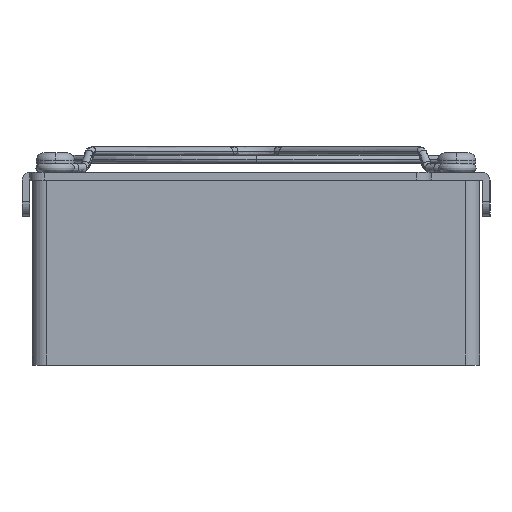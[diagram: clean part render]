
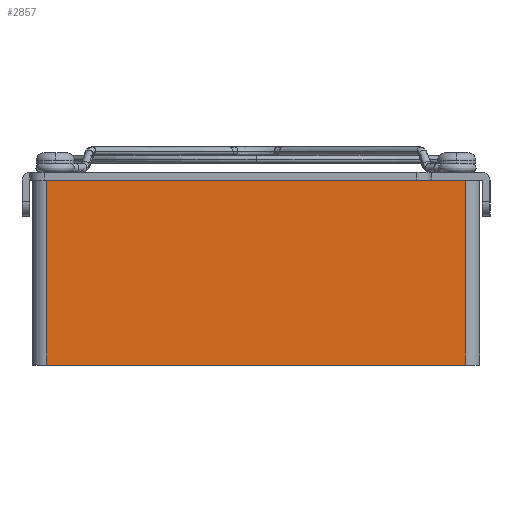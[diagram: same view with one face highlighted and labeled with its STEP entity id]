
A CAD part, left-side view. The second image highlights one B-rep face of the part: STEP entity #2857.
In plain terms, the highlighted planar face has unit normal (-1, 0, 0).
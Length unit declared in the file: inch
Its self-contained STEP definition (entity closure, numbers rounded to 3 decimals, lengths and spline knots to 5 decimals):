
#307 = CARTESIAN_POINT ( 'NONE',  ( -4.31102, 3.8563, -0.06299 ) ) ;
#445 = EDGE_CURVE ( 'NONE', #7869, #4061, #11250, .T. ) ;
#752 = CARTESIAN_POINT ( 'NONE',  ( -4.31102, 0.47047, -0.06299 ) ) ;
#1475 = VERTEX_POINT ( 'NONE', #752 ) ;
#2267 = CARTESIAN_POINT ( 'NONE',  ( -4.31102, 3.8563, -1.55906 ) ) ;
#2431 = VECTOR ( 'NONE', #6189, 39.37008 ) ;
#2464 = FACE_OUTER_BOUND ( 'NONE', #10200, .T. ) ;
#2675 = VECTOR ( 'NONE', #11382, 39.37008 ) ;
#2857 = ADVANCED_FACE ( 'NONE', ( #2464 ), #11214, .T. ) ;
#2898 = AXIS2_PLACEMENT_3D ( 'NONE', #2267, #4258, #11253 ) ;
#3358 = ORIENTED_EDGE ( 'NONE', *, *, #445, .F. ) ;
#3664 = ORIENTED_EDGE ( 'NONE', *, *, #6774, .T. ) ;
#4061 = VERTEX_POINT ( 'NONE', #307 ) ;
#4064 = DIRECTION ( 'NONE',  ( 0., 0., 1. ) ) ;
#4258 = DIRECTION ( 'NONE',  ( -1., 0., 0. ) ) ;
#4277 = CARTESIAN_POINT ( 'NONE',  ( -4.31102, 3.8563, -0.06299 ) ) ;
#4633 = CARTESIAN_POINT ( 'NONE',  ( -4.31102, 0.47047, -1.55906 ) ) ;
#4749 = VERTEX_POINT ( 'NONE', #4633 ) ;
#5508 = CARTESIAN_POINT ( 'NONE',  ( -4.31102, 3.8563, -1.55906 ) ) ;
#5931 = VECTOR ( 'NONE', #9235, 39.37008 ) ;
#6189 = DIRECTION ( 'NONE',  ( 0., -1., 0. ) ) ;
#6774 = EDGE_CURVE ( 'NONE', #4749, #1475, #11359, .T. ) ;
#7869 = VERTEX_POINT ( 'NONE', #5508 ) ;
#7989 = LINE ( 'NONE', #11344, #2675 ) ;
#8053 = ORIENTED_EDGE ( 'NONE', *, *, #12351, .F. ) ;
#8082 = VECTOR ( 'NONE', #4064, 39.37008 ) ;
#8317 = EDGE_CURVE ( 'NONE', #7869, #4749, #7989, .T. ) ;
#9235 = DIRECTION ( 'NONE',  ( 0., 0., 1. ) ) ;
#9777 = LINE ( 'NONE', #4277, #2431 ) ;
#10200 = EDGE_LOOP ( 'NONE', ( #8053, #3358, #11340, #3664 ) ) ;
#11052 = CARTESIAN_POINT ( 'NONE',  ( -4.31102, 0.47047, -1.55906 ) ) ;
#11214 = PLANE ( 'NONE',  #2898 ) ;
#11250 = LINE ( 'NONE', #12019, #5931 ) ;
#11253 = DIRECTION ( 'NONE',  ( 0., 0., 1. ) ) ;
#11340 = ORIENTED_EDGE ( 'NONE', *, *, #8317, .T. ) ;
#11344 = CARTESIAN_POINT ( 'NONE',  ( -4.31102, 3.8563, -1.55906 ) ) ;
#11359 = LINE ( 'NONE', #11052, #8082 ) ;
#11382 = DIRECTION ( 'NONE',  ( 0., -1., 0. ) ) ;
#12019 = CARTESIAN_POINT ( 'NONE',  ( -4.31102, 3.8563, -1.55906 ) ) ;
#12351 = EDGE_CURVE ( 'NONE', #4061, #1475, #9777, .T. ) ;
